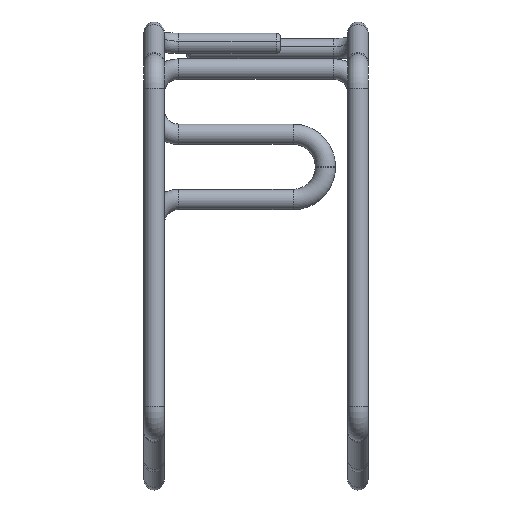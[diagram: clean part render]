
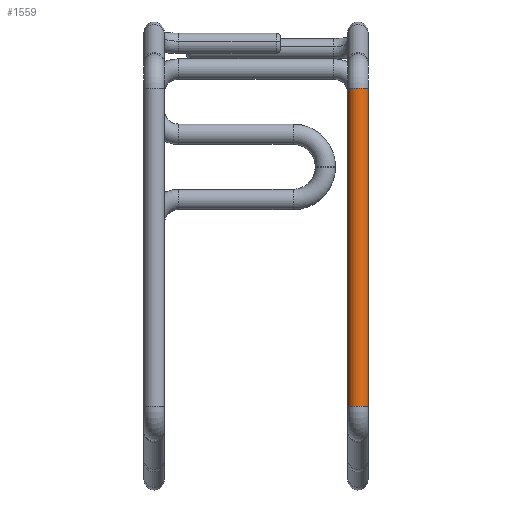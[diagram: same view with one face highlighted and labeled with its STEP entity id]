
A CAD part, front view. The second image highlights one B-rep face of the part: STEP entity #1559.
In plain terms, the highlighted cylindrical face has radius 2.5 mm (diameter 5 mm), a partial arc.
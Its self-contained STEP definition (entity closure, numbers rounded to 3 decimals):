
#173=CARTESIAN_POINT('',(25.,0.,39.));
#174=DIRECTION('',(0.,0.,-1.));
#175=DIRECTION('',(1.,0.,0.));
#176=AXIS2_PLACEMENT_3D('',#173,#174,#175);
#178=DIRECTION('',(0.,0.,-1.));
#179=VECTOR('',#178,78.);
#180=CARTESIAN_POINT('',(27.5,0.,39.));
#181=LINE('',#180,#179);
#187=DIRECTION('',(0.,0.,-1.));
#188=VECTOR('',#187,78.);
#189=CARTESIAN_POINT('',(22.5,0.,39.));
#190=LINE('',#189,#188);
#201=CARTESIAN_POINT('',(25.,0.,-39.));
#202=DIRECTION('',(0.,0.,-1.));
#203=DIRECTION('',(1.,0.,0.));
#204=AXIS2_PLACEMENT_3D('',#201,#202,#203);
#1085=CARTESIAN_POINT('',(27.5,0.,39.));
#1086=CARTESIAN_POINT('',(22.5,0.,39.));
#1087=VERTEX_POINT('',#1085);
#1088=VERTEX_POINT('',#1086);
#1089=CARTESIAN_POINT('',(27.5,0.,-39.));
#1090=CARTESIAN_POINT('',(22.5,0.,-39.));
#1091=VERTEX_POINT('',#1089);
#1092=VERTEX_POINT('',#1090);
#1545=CARTESIAN_POINT('',(25.,0.,39.));
#1546=DIRECTION('',(0.,0.,-1.));
#1547=DIRECTION('',(1.,0.,0.));
#1548=AXIS2_PLACEMENT_3D('',#1545,#1546,#1547);
#1549=CYLINDRICAL_SURFACE('',#1548,2.5);
#1550=ORIENTED_EDGE('',*,*,#1539,.F.);
#1552=ORIENTED_EDGE('',*,*,#1551,.T.);
#1554=ORIENTED_EDGE('',*,*,#1553,.T.);
#1556=ORIENTED_EDGE('',*,*,#1555,.F.);
#1557=EDGE_LOOP('',(#1550,#1552,#1554,#1556));
#1558=FACE_OUTER_BOUND('',#1557,.F.);
#1559=ADVANCED_FACE('',(#1558),#1549,.T.);
#177=CIRCLE('',#176,2.5);
#205=CIRCLE('',#204,2.5);
#1539=EDGE_CURVE('',#1087,#1088,#177,.T.);
#1551=EDGE_CURVE('',#1087,#1091,#181,.T.);
#1553=EDGE_CURVE('',#1091,#1092,#205,.T.);
#1555=EDGE_CURVE('',#1088,#1092,#190,.T.);
